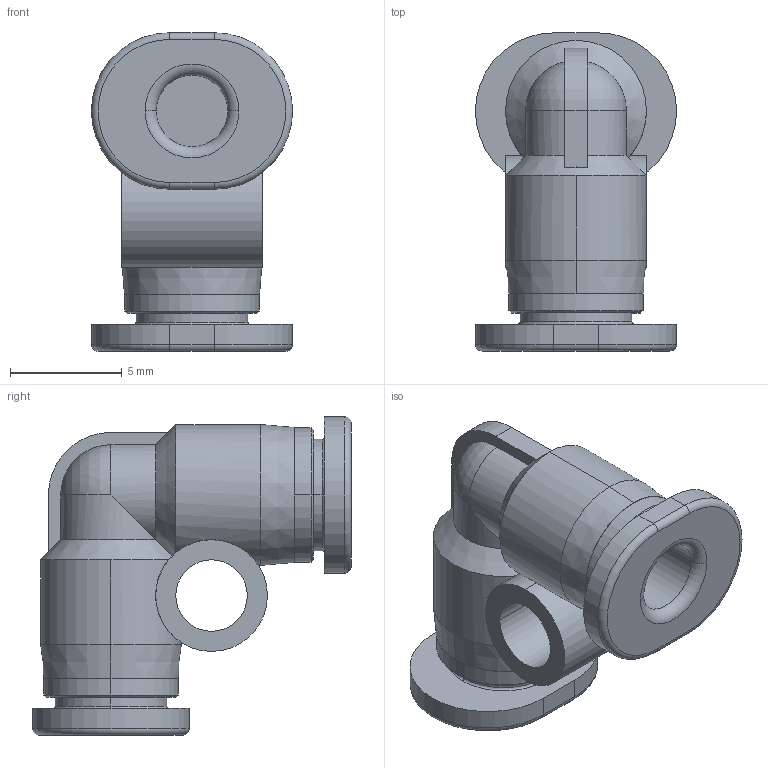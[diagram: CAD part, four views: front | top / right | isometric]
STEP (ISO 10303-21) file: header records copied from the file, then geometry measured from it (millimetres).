
FILE_DESCRIPTION((''),'2;1');
FILE_NAME('PUL03C-mdt.stp','2017-07-24T17:02:37',(''),(''),'Mechanical Desktop 2009','Mechanical Desktop 2009',', , ');
FILE_SCHEMA(('CONFIG_CONTROL_DESIGN'));
Length unit declared in the file: millimetre
Products named in the file (3): PUL03C-MDTA; PUL03C-MDT; COLLAR-L03C
Assembly tree (3 placements, depth 2):
  PUL03C-MDTA
    PUL03C-MDT
    COLLAR-L03C  x2
Bounding box: 9 x 14.25 x 14.25 mm (x, y, z)
Volume: 531.1 mm3; surface area: 906.8 mm2
Topology: 2 solids, 2 shells, 87 faces, 197 edges, 116 vertices
Faces by surface type: cylinder 35, plane 28, cone 10, torus 8, bspline 4, sphere 2
Entity records: 2841 total; most frequent: CARTESIAN_POINT 714, DIRECTION 463, ORIENTED_EDGE 394, EDGE_CURVE 197, AXIS2_PLACEMENT_3D 190, VERTEX_POINT 116, CIRCLE 101, EDGE_LOOP 97
